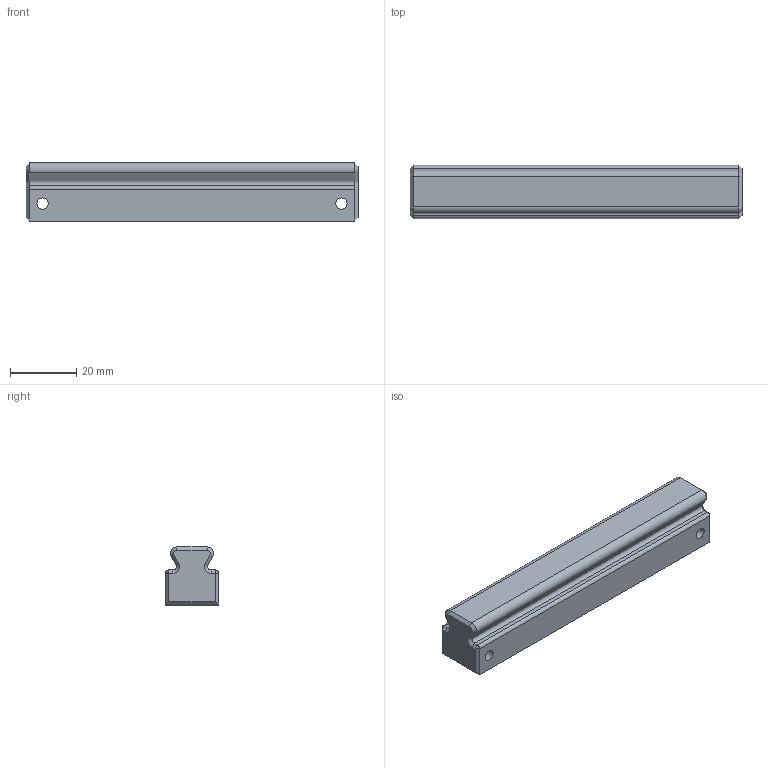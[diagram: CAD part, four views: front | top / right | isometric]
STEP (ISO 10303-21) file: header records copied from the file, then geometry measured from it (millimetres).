
FILE_DESCRIPTION(/* description */ ('STEP AP242','CAx-IF Rec.Pracs.---Representation and Presentation of Product Manufacturing Information (PMI)---4.0---2014-10-13','CAx-IF Rec.Pracs.---3D Tessellated Geometry---0.4---2014-09-14','2;1'),/* implementation_level */ '2;1');
FILE_NAME(/* name */ '65c0e43f8a65ac4612baec5c',/* time_stamp */ '2024-02-05T13:36:00Z',/* author */ (''),/* organization */ (''),/* preprocessor_version */ 'ST-DEVELOPER v19.4',/* originating_system */ ' ',/* authorisation */ ' ');
FILE_SCHEMA (('AP242_MANAGED_MODEL_BASED_3D_ENGINEERING_MIM_LF { 1 0 10303 442 1 1 4 }'));
Length unit declared in the file: metre
Products named in the file (1): Turntable_Extension
Bounding box: 100 x 16 x 17.5 mm (x, y, z)
Volume: 24418.7 mm3; surface area: 7525 mm2
Topology: 1 solids, 1 shells, 46 faces, 104 edges, 56 vertices
Faces by surface type: plane 26, cone 12, cylinder 8
Full cylindrical faces by diameter (mm): 3.4 x2
Entity records: 1232 total; most frequent: DIRECTION 216, CARTESIAN_POINT 201, ORIENTED_EDGE 196, EDGE_CURVE 98, LINE 74, VECTOR 74, AXIS2_PLACEMENT_3D 71, VERTEX_POINT 56
